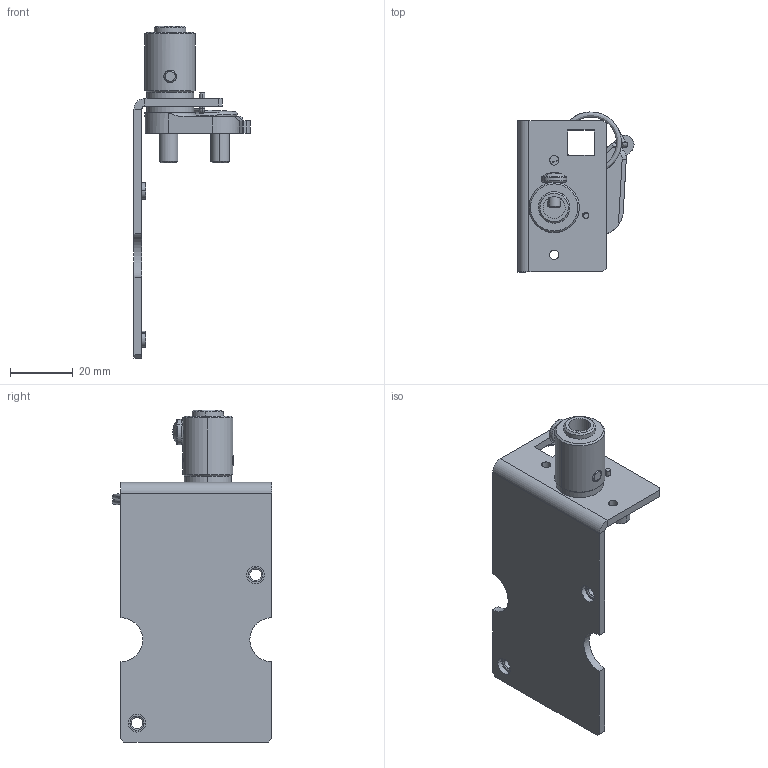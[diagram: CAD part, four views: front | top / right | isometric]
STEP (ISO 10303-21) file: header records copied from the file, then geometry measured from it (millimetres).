
FILE_DESCRIPTION((''),'2;1');
FILE_NAME('GHS2001901_SW2','2012-08-21T',('DEX212812'),(''),'PRO/ENGINEER BY PARAMETRIC TECHNOLOGY CORPORATION, 2011310','PRO/ENGINEER BY PARAMETRIC TECHNOLOGY CORPORATION, 2011310','');
FILE_SCHEMA(('AUTOMOTIVE_DESIGN_CC2 { 1 2 10303 214 -1 1 5 2 }'));
Length unit declared in the file: millimetre
Products named in the file (1): GHS2001901_SW2
Bounding box: 36.89 x 50.74 x 105.5 mm (x, y, z)
Volume: 21444.9 mm3; surface area: 17207.1 mm2
Topology: 1 solids, 1 shells, 220 faces, 544 edges, 341 vertices
Faces by surface type: cylinder 83, plane 75, cone 30, bspline 19, torus 11, sphere 2
Entity records: 11435 total; most frequent: CARTESIAN_POINT 4864, ORIENTED_EDGE 1082, DIRECTION 1051, EDGE_CURVE 541, AXIS2_PLACEMENT_3D 417, VERTEX_POINT 341, EDGE_LOOP 264, FACE_OUTER_BOUND 220
